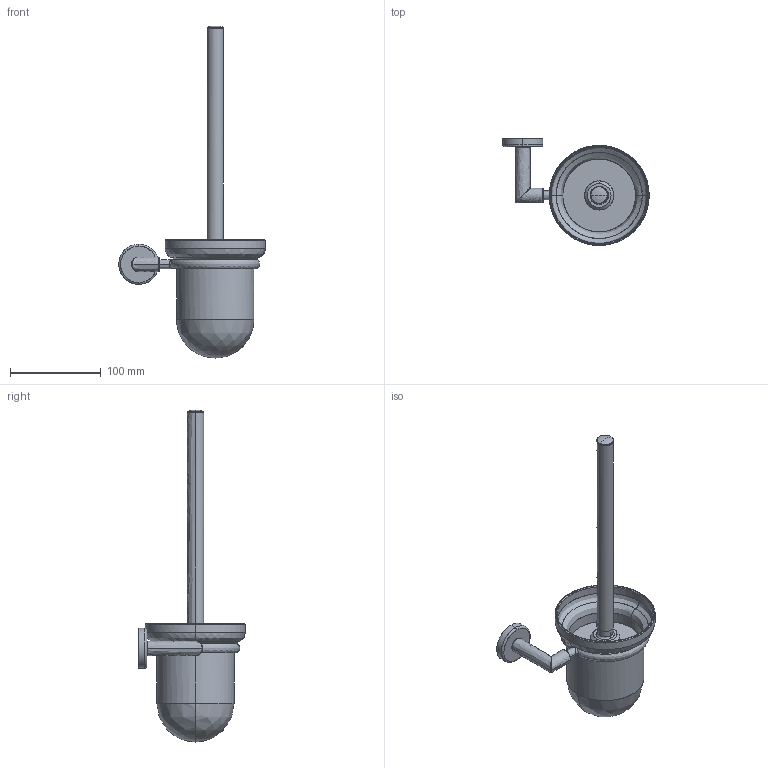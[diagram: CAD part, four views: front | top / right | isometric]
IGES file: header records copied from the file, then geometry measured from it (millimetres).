
Start section:  PTC IGES file: a44994_asm.igs  PTC IGES file: a44994_asm.igs  PTC IGES file: 44776_sw0001.igs  PTC IGES file: 44777_sw0001.igs  PTC IGES file: 44780_sw0001.igs  PTC IGES file: 44783_sw0001.igs  PTC IGES file: 44788_sw0001.igs  PTC IGES file: 44790_sw0001.igs  PTC IGES file: a44790.igs
Global section: file name: 31H; native system: Rhinoceros ( Mar  9 2011 ); preprocessor: Trout Lake IGES 012 Mar  9 2011; date: 140115.140002; units: millimetre
Bounding box: 161 x 117.48 x 365 mm (x, y, z)
Surface area: 137300.6 mm2 (no closed solid volume)
Topology: 0 solids, 0 shells, 237 faces, 3216 edges, 3198 vertices
Faces by surface type: bspline 237
